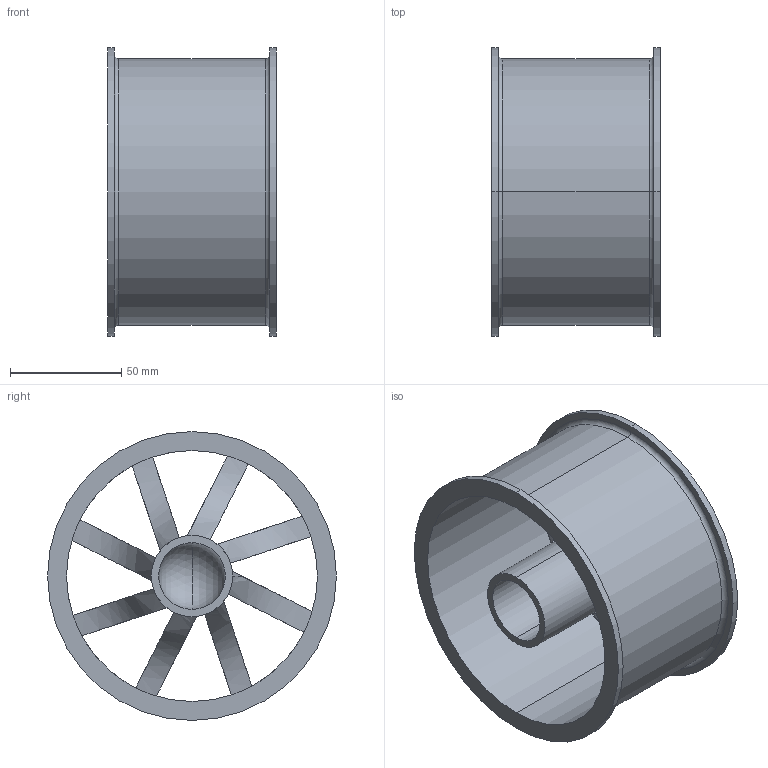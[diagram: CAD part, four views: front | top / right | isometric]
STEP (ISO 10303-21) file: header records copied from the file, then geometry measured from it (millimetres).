
FILE_DESCRIPTION (( 'STEP AP203' ), '1' );
FILE_NAME ('Solidworks_Ring_Wheel_Edge.STEP', '2025-09-14T23:51:57', ( '' ), ( '' ), 'SwSTEP 2.0', 'SolidWorks 2023', '' );
FILE_SCHEMA (( 'CONFIG_CONTROL_DESIGN' ));
Length unit declared in the file: millimetre
Products named in the file (1): Solidworks_Ring_Wheel_Edge
Bounding box: 76 x 130 x 130 mm (x, y, z)
Volume: 161665.9 mm3; surface area: 90923.9 mm2
Topology: 1 solids, 1 shells, 66 faces, 186 edges, 115 vertices
Faces by surface type: plane 22, cylinder 21, bspline 13, torus 6, sphere 2, cone 2
Entity records: 3017 total; most frequent: CARTESIAN_POINT 1283, ORIENTED_EDGE 364, DIRECTION 343, EDGE_CURVE 182, AXIS2_PLACEMENT_3D 147, VERTEX_POINT 113, CIRCLE 93, EDGE_LOOP 77
